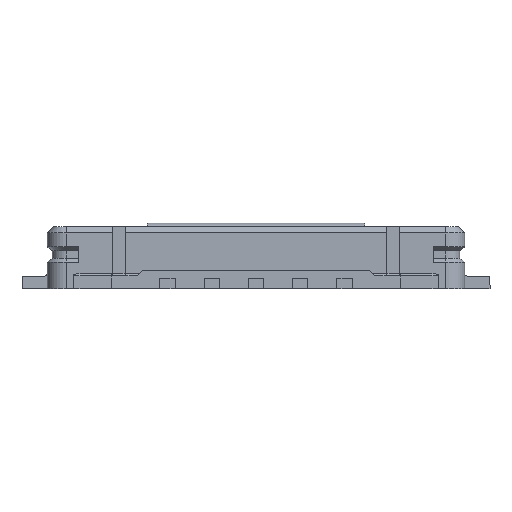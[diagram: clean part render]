
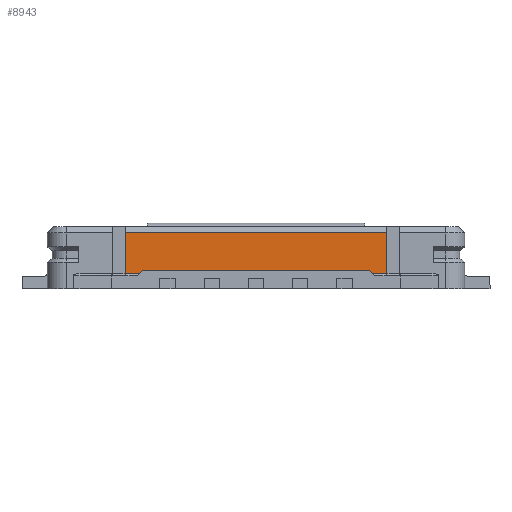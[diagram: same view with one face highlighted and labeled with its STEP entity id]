
A CAD part, top view. The second image highlights one B-rep face of the part: STEP entity #8943.
In plain terms, the highlighted planar face has unit normal (0, 0, 1).
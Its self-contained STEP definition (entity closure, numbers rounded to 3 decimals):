
#26 = VERTEX_POINT ( 'NONE', #8102 ) ;
#119 = DIRECTION ( 'NONE',  ( -1., 0., 0. ) ) ;
#250 = EDGE_CURVE ( 'NONE', #6827, #10251, #5209, .T. ) ;
#333 = VERTEX_POINT ( 'NONE', #10341 ) ;
#390 = CARTESIAN_POINT ( 'NONE',  ( 0., 0.12, 0.7 ) ) ;
#944 = CARTESIAN_POINT ( 'NONE',  ( -1.035, 0.52, 0.7 ) ) ;
#1134 = VECTOR ( 'NONE', #4950, 1000. ) ;
#1197 = VERTEX_POINT ( 'NONE', #5284 ) ;
#1209 = DIRECTION ( 'NONE',  ( -1., 0., 0. ) ) ;
#1260 = EDGE_CURVE ( 'NONE', #333, #26, #3257, .T. ) ;
#1648 = EDGE_LOOP ( 'NONE', ( #7475, #3984, #6586, #7228, #9497, #6988, #5787, #9227 ) ) ;
#2307 = LINE ( 'NONE', #5553, #7449 ) ;
#2397 = PLANE ( 'NONE',  #7064 ) ;
#2909 = LINE ( 'NONE', #944, #4986 ) ;
#2968 = CARTESIAN_POINT ( 'NONE',  ( 0.92, 0.12, 0.7 ) ) ;
#3030 = DIRECTION ( 'NONE',  ( -0.707, 0.707, 0. ) ) ;
#3090 = VERTEX_POINT ( 'NONE', #6228 ) ;
#3257 = LINE ( 'NONE', #8660, #5321 ) ;
#3294 = CARTESIAN_POINT ( 'NONE',  ( 0., 0.52, 0.7 ) ) ;
#3984 = ORIENTED_EDGE ( 'NONE', *, *, #9130, .F. ) ;
#4133 = CARTESIAN_POINT ( 'NONE',  ( -0.92, 0.12, 0.7 ) ) ;
#4293 = FACE_OUTER_BOUND ( 'NONE', #1648, .T. ) ;
#4398 = DIRECTION ( 'NONE',  ( 1., 0., 0. ) ) ;
#4611 = VECTOR ( 'NONE', #119, 1000. ) ;
#4682 = LINE ( 'NONE', #7781, #10565 ) ;
#4950 = DIRECTION ( 'NONE',  ( 0., -1., 0. ) ) ;
#4986 = VECTOR ( 'NONE', #5119, 1000. ) ;
#5042 = CARTESIAN_POINT ( 'NONE',  ( -0.9, 0.14, 0.7 ) ) ;
#5082 = EDGE_CURVE ( 'NONE', #3090, #333, #2909, .T. ) ;
#5119 = DIRECTION ( 'NONE',  ( 0., 1., 0. ) ) ;
#5209 = LINE ( 'NONE', #8606, #9572 ) ;
#5232 = VERTEX_POINT ( 'NONE', #4133 ) ;
#5284 = CARTESIAN_POINT ( 'NONE',  ( -0.9, 0.14, 0.7 ) ) ;
#5321 = VECTOR ( 'NONE', #9521, 1000. ) ;
#5553 = CARTESIAN_POINT ( 'NONE',  ( 0.94, 0.1, 0.7 ) ) ;
#5787 = ORIENTED_EDGE ( 'NONE', *, *, #1260, .F. ) ;
#6228 = CARTESIAN_POINT ( 'NONE',  ( -1.035, 0.12, 0.7 ) ) ;
#6511 = DIRECTION ( 'NONE',  ( 0., 0., -1. ) ) ;
#6586 = ORIENTED_EDGE ( 'NONE', *, *, #10568, .F. ) ;
#6597 = VECTOR ( 'NONE', #1209, 1000. ) ;
#6827 = VERTEX_POINT ( 'NONE', #2968 ) ;
#6988 = ORIENTED_EDGE ( 'NONE', *, *, #7948, .F. ) ;
#7064 = AXIS2_PLACEMENT_3D ( 'NONE', #3294, #6511, #9000 ) ;
#7095 = CARTESIAN_POINT ( 'NONE',  ( 1.035, 0.12, 0.7 ) ) ;
#7228 = ORIENTED_EDGE ( 'NONE', *, *, #9805, .F. ) ;
#7449 = VECTOR ( 'NONE', #3030, 1000. ) ;
#7475 = ORIENTED_EDGE ( 'NONE', *, *, #8682, .F. ) ;
#7781 = CARTESIAN_POINT ( 'NONE',  ( -0.94, 0.1, 0.7 ) ) ;
#7830 = VERTEX_POINT ( 'NONE', #8073 ) ;
#7948 = EDGE_CURVE ( 'NONE', #26, #10251, #8834, .T. ) ;
#8073 = CARTESIAN_POINT ( 'NONE',  ( 0.9, 0.14, 0.7 ) ) ;
#8102 = CARTESIAN_POINT ( 'NONE',  ( 1.035, 0.44, 0.7 ) ) ;
#8244 = CARTESIAN_POINT ( 'NONE',  ( 1.035, 0.52, 0.7 ) ) ;
#8606 = CARTESIAN_POINT ( 'NONE',  ( 1.49, 0.12, 0.7 ) ) ;
#8660 = CARTESIAN_POINT ( 'NONE',  ( 0., 0.44, 0.7 ) ) ;
#8682 = EDGE_CURVE ( 'NONE', #5232, #3090, #8787, .T. ) ;
#8683 = LINE ( 'NONE', #5042, #4611 ) ;
#8787 = LINE ( 'NONE', #390, #6597 ) ;
#8834 = LINE ( 'NONE', #8244, #1134 ) ;
#8943 = ADVANCED_FACE ( 'NONE', ( #4293 ), #2397, .F. ) ;
#9000 = DIRECTION ( 'NONE',  ( -1., 0., 0. ) ) ;
#9130 = EDGE_CURVE ( 'NONE', #1197, #5232, #4682, .T. ) ;
#9227 = ORIENTED_EDGE ( 'NONE', *, *, #5082, .F. ) ;
#9497 = ORIENTED_EDGE ( 'NONE', *, *, #250, .T. ) ;
#9521 = DIRECTION ( 'NONE',  ( 1., 0., 0. ) ) ;
#9572 = VECTOR ( 'NONE', #4398, 1000. ) ;
#9805 = EDGE_CURVE ( 'NONE', #6827, #7830, #2307, .T. ) ;
#10251 = VERTEX_POINT ( 'NONE', #7095 ) ;
#10266 = DIRECTION ( 'NONE',  ( -0.707, -0.707, 0. ) ) ;
#10341 = CARTESIAN_POINT ( 'NONE',  ( -1.035, 0.44, 0.7 ) ) ;
#10565 = VECTOR ( 'NONE', #10266, 1000. ) ;
#10568 = EDGE_CURVE ( 'NONE', #7830, #1197, #8683, .T. ) ;
